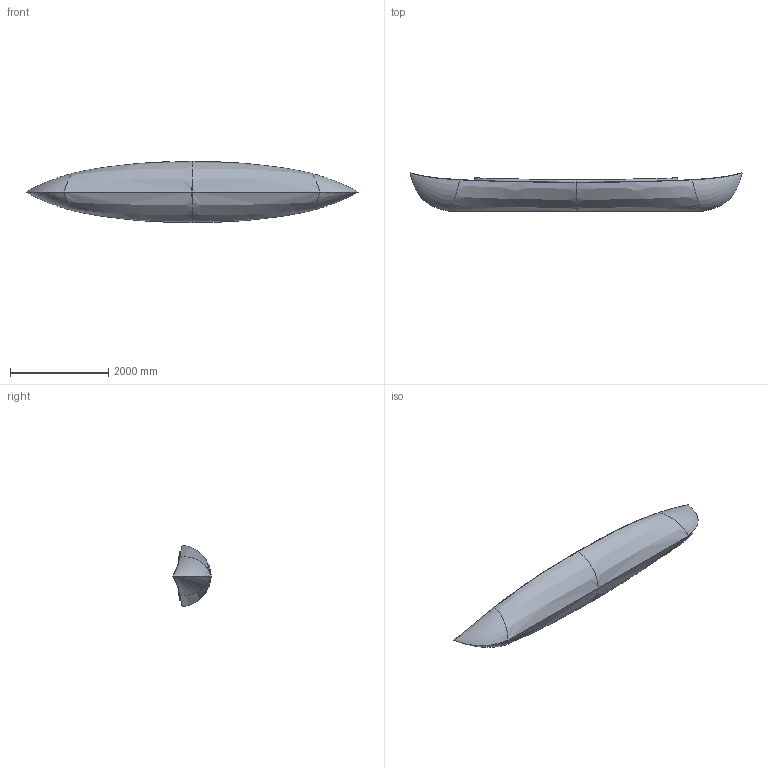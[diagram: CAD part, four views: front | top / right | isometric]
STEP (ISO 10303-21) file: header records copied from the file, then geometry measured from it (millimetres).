
FILE_DESCRIPTION(('FreeCAD Model'),'2;1');
FILE_NAME('Open CASCADE Shape Model','2025-05-03T20:01:28',('FreeCAD'),( 'FreeCAD'),'Open CASCADE STEP processor 7.6','FreeCAD','Unknown');
FILE_SCHEMA(('AUTOMOTIVE_DESIGN { 1 0 10303 214 1 1 1 1 }'));
Length unit declared in the file: millimetre
Products named in the file (1): Open CASCADE STEP translator 7.6 1
Bounding box: 6762.62 x 780.05 x 1248.08 mm (x, y, z)
Volume: 17819836 mm3; surface area: 24768509.5 mm2
Topology: 3 solids, 11 shells, 50 faces, 144 edges, 102 vertices
Faces by surface type: bspline 50
Entity records: 21069 total; most frequent: CARTESIAN_POINT 20228, ORIENTED_EDGE 230, EDGE_CURVE 140, B_SPLINE_CURVE_WITH_KNOTS 132, VERTEX_POINT 102, ADVANCED_FACE 50, FACE_BOUND 50, EDGE_LOOP 50
